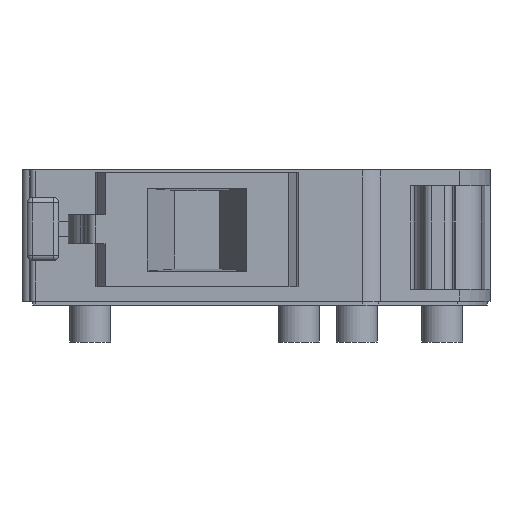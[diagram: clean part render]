
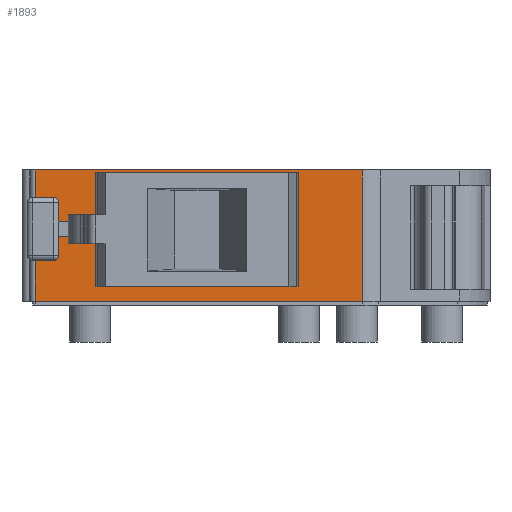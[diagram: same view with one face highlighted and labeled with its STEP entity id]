
A CAD part, front view. The second image highlights one B-rep face of the part: STEP entity #1893.
In plain terms, the highlighted planar face has unit normal (0, -1, 0).
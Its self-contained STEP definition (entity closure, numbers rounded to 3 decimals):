
#90 = EDGE_CURVE ( 'NONE', #1986, #8197, #3076, .T. ) ;
#236 = CARTESIAN_POINT ( 'NONE',  ( -12.904, 7.79, 2.156 ) ) ;
#282 = CARTESIAN_POINT ( 'NONE',  ( -12.904, 7.79, 2.156 ) ) ;
#362 = EDGE_CURVE ( 'NONE', #3686, #1885, #6738, .T. ) ;
#445 = VECTOR ( 'NONE', #4564, 1000. ) ;
#464 = ORIENTED_EDGE ( 'NONE', *, *, #7634, .F. ) ;
#469 = ORIENTED_EDGE ( 'NONE', *, *, #5563, .F. ) ;
#777 = EDGE_CURVE ( 'NONE', #5070, #1826, #1325, .T. ) ;
#790 = EDGE_CURVE ( 'NONE', #3311, #1224, #6839, .T. ) ;
#948 = LINE ( 'NONE', #3394, #8295 ) ;
#1112 = VERTEX_POINT ( 'NONE', #3642 ) ;
#1116 = DIRECTION ( 'NONE',  ( 1., 0., 0. ) ) ;
#1215 = VECTOR ( 'NONE', #4954, 1000. ) ;
#1224 = VERTEX_POINT ( 'NONE', #3194 ) ;
#1239 = ORIENTED_EDGE ( 'NONE', *, *, #3221, .F. ) ;
#1240 = VERTEX_POINT ( 'NONE', #5907 ) ;
#1282 = CARTESIAN_POINT ( 'NONE',  ( -25.359, 7.79, -2.844 ) ) ;
#1325 = LINE ( 'NONE', #3923, #7144 ) ;
#1385 = EDGE_CURVE ( 'NONE', #3310, #3311, #5098, .T. ) ;
#1609 = CARTESIAN_POINT ( 'NONE',  ( -23.046, 7.79, -2.294 ) ) ;
#1627 = ORIENTED_EDGE ( 'NONE', *, *, #777, .F. ) ;
#1702 = ORIENTED_EDGE ( 'NONE', *, *, #4315, .F. ) ;
#1716 = VECTOR ( 'NONE', #1116, 1000. ) ;
#1826 = VERTEX_POINT ( 'NONE', #4592 ) ;
#1842 = CARTESIAN_POINT ( 'NONE',  ( -12.904, 7.79, 0.606 ) ) ;
#1885 = VERTEX_POINT ( 'NONE', #4125 ) ;
#1893 = ADVANCED_FACE ( 'NONE', ( #2486, #3262 ), #7720, .F. ) ;
#1894 = LINE ( 'NONE', #5106, #6418 ) ;
#1911 = DIRECTION ( 'NONE',  ( 0., 0., -1. ) ) ;
#1977 = CARTESIAN_POINT ( 'NONE',  ( -24.759, 7.79, 2.156 ) ) ;
#1986 = VERTEX_POINT ( 'NONE', #1282 ) ;
#2175 = EDGE_CURVE ( 'NONE', #1826, #1112, #2888, .T. ) ;
#2486 = FACE_OUTER_BOUND ( 'NONE', #8786, .T. ) ;
#2569 = CARTESIAN_POINT ( 'NONE',  ( -12.904, 7.79, -0.794 ) ) ;
#2604 = ORIENTED_EDGE ( 'NONE', *, *, #90, .F. ) ;
#2888 = LINE ( 'NONE', #236, #3639 ) ;
#3076 = LINE ( 'NONE', #6616, #445 ) ;
#3169 = EDGE_CURVE ( 'NONE', #1240, #7046, #4119, .T. ) ;
#3194 = CARTESIAN_POINT ( 'NONE',  ( -25.359, 7.79, 0.606 ) ) ;
#3221 = EDGE_CURVE ( 'NONE', #8197, #3310, #7122, .T. ) ;
#3262 = FACE_BOUND ( 'NONE', #4130, .T. ) ;
#3310 = VERTEX_POINT ( 'NONE', #5595 ) ;
#3311 = VERTEX_POINT ( 'NONE', #3579 ) ;
#3324 = AXIS2_PLACEMENT_3D ( 'NONE', #282, #6450, #7835 ) ;
#3378 = ORIENTED_EDGE ( 'NONE', *, *, #3169, .F. ) ;
#3394 = CARTESIAN_POINT ( 'NONE',  ( -12.04, 7.79, -2.844 ) ) ;
#3395 = DIRECTION ( 'NONE',  ( -1., 0., 0. ) ) ;
#3478 = VECTOR ( 'NONE', #1911, 1000. ) ;
#3579 = CARTESIAN_POINT ( 'NONE',  ( -24.759, 7.79, 0.606 ) ) ;
#3639 = VECTOR ( 'NONE', #5839, 1000. ) ;
#3642 = CARTESIAN_POINT ( 'NONE',  ( -12.904, 7.79, -2.844 ) ) ;
#3685 = EDGE_CURVE ( 'NONE', #1112, #1986, #948, .T. ) ;
#3686 = VERTEX_POINT ( 'NONE', #5443 ) ;
#3923 = CARTESIAN_POINT ( 'NONE',  ( -8.54, 7.79, 2.156 ) ) ;
#3949 = DIRECTION ( 'NONE',  ( 1., 0., 0. ) ) ;
#4119 = LINE ( 'NONE', #4660, #3478 ) ;
#4125 = CARTESIAN_POINT ( 'NONE',  ( -15.346, 7.79, 2.056 ) ) ;
#4130 = EDGE_LOOP ( 'NONE', ( #1702, #3378, #469, #6612 ) ) ;
#4315 = EDGE_CURVE ( 'NONE', #7046, #3686, #7410, .T. ) ;
#4329 = DIRECTION ( 'NONE',  ( 0., 0., 1. ) ) ;
#4564 = DIRECTION ( 'NONE',  ( 0., 0., 1. ) ) ;
#4592 = CARTESIAN_POINT ( 'NONE',  ( -12.904, 7.79, 2.156 ) ) ;
#4660 = CARTESIAN_POINT ( 'NONE',  ( -23.046, 7.79, 2.156 ) ) ;
#4801 = CARTESIAN_POINT ( 'NONE',  ( -25.359, 7.79, 2.156 ) ) ;
#4954 = DIRECTION ( 'NONE',  ( 0., 0., 1. ) ) ;
#5070 = VERTEX_POINT ( 'NONE', #4801 ) ;
#5098 = LINE ( 'NONE', #1977, #7234 ) ;
#5106 = CARTESIAN_POINT ( 'NONE',  ( -25.359, 7.79, 2.156 ) ) ;
#5251 = CARTESIAN_POINT ( 'NONE',  ( -12.904, 7.79, -2.294 ) ) ;
#5365 = DIRECTION ( 'NONE',  ( 0., 0., 1. ) ) ;
#5443 = CARTESIAN_POINT ( 'NONE',  ( -15.346, 7.79, -2.294 ) ) ;
#5563 = EDGE_CURVE ( 'NONE', #1885, #1240, #7840, .T. ) ;
#5595 = CARTESIAN_POINT ( 'NONE',  ( -24.759, 7.79, -0.794 ) ) ;
#5839 = DIRECTION ( 'NONE',  ( 0., 0., -1. ) ) ;
#5841 = ORIENTED_EDGE ( 'NONE', *, *, #2175, .F. ) ;
#5907 = CARTESIAN_POINT ( 'NONE',  ( -23.046, 7.79, 2.056 ) ) ;
#6407 = VECTOR ( 'NONE', #8097, 1000. ) ;
#6418 = VECTOR ( 'NONE', #4329, 1000. ) ;
#6450 = DIRECTION ( 'NONE',  ( 0., 1., 0. ) ) ;
#6473 = VECTOR ( 'NONE', #3395, 1000. ) ;
#6612 = ORIENTED_EDGE ( 'NONE', *, *, #362, .F. ) ;
#6616 = CARTESIAN_POINT ( 'NONE',  ( -25.359, 7.79, 2.156 ) ) ;
#6633 = CARTESIAN_POINT ( 'NONE',  ( -25.359, 7.79, -0.794 ) ) ;
#6738 = LINE ( 'NONE', #7664, #1215 ) ;
#6767 = DIRECTION ( 'NONE',  ( 1., 0., 0. ) ) ;
#6793 = CARTESIAN_POINT ( 'NONE',  ( -15.596, 7.79, 2.056 ) ) ;
#6839 = LINE ( 'NONE', #1842, #6407 ) ;
#7046 = VERTEX_POINT ( 'NONE', #1609 ) ;
#7095 = ORIENTED_EDGE ( 'NONE', *, *, #1385, .F. ) ;
#7122 = LINE ( 'NONE', #2569, #7755 ) ;
#7144 = VECTOR ( 'NONE', #3949, 1000. ) ;
#7234 = VECTOR ( 'NONE', #5365, 1000. ) ;
#7410 = LINE ( 'NONE', #5251, #1716 ) ;
#7634 = EDGE_CURVE ( 'NONE', #1224, #5070, #1894, .T. ) ;
#7664 = CARTESIAN_POINT ( 'NONE',  ( -15.346, 7.79, 2.156 ) ) ;
#7720 = PLANE ( 'NONE',  #3324 ) ;
#7755 = VECTOR ( 'NONE', #6767, 1000. ) ;
#7835 = DIRECTION ( 'NONE',  ( -1., 0., 0. ) ) ;
#7840 = LINE ( 'NONE', #6793, #6473 ) ;
#8097 = DIRECTION ( 'NONE',  ( -1., 0., 0. ) ) ;
#8174 = ORIENTED_EDGE ( 'NONE', *, *, #3685, .F. ) ;
#8197 = VERTEX_POINT ( 'NONE', #6633 ) ;
#8295 = VECTOR ( 'NONE', #8741, 1000. ) ;
#8727 = ORIENTED_EDGE ( 'NONE', *, *, #790, .F. ) ;
#8741 = DIRECTION ( 'NONE',  ( -1., 0., 0. ) ) ;
#8786 = EDGE_LOOP ( 'NONE', ( #5841, #1627, #464, #8727, #7095, #1239, #2604, #8174 ) ) ;
